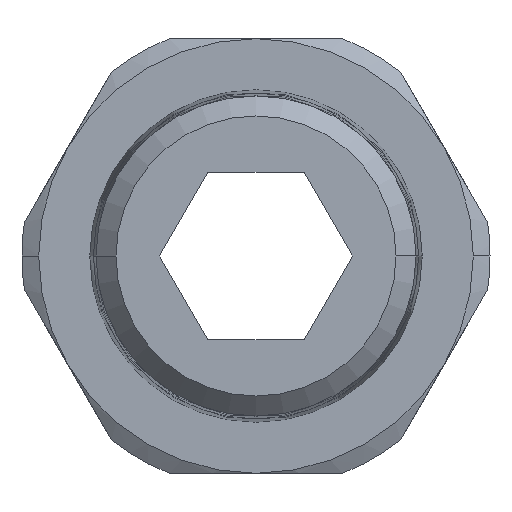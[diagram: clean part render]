
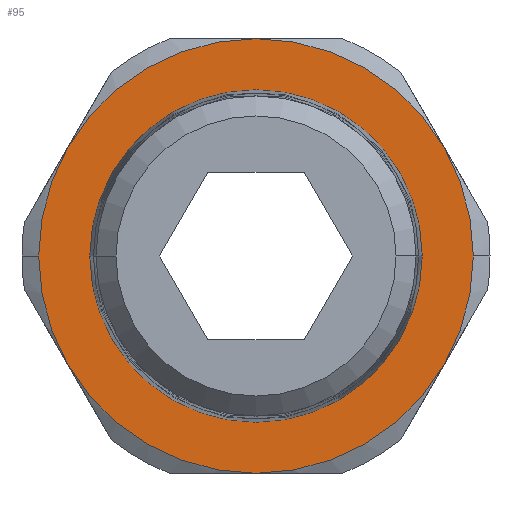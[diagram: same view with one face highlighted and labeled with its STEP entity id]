
A CAD part, front view. The second image highlights one B-rep face of the part: STEP entity #95.
In plain terms, the highlighted planar face has unit normal (0, -1, 0).
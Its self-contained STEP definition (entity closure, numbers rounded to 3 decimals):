
#95=ADVANCED_FACE('',(#229,#230),#231,.F.);
#229=FACE_OUTER_BOUND('',#397,.T.);
#230=FACE_BOUND('',#398,.T.);
#231=PLANE('',#399);
#397=EDGE_LOOP('',(#830,#831,#832,#833,#834,#835,#836,#837));
#398=EDGE_LOOP('',(#838,#839));
#399=AXIS2_PLACEMENT_3D('',#840,#841,#842);
#830=ORIENTED_EDGE('',*,*,#1117,.F.);
#831=ORIENTED_EDGE('',*,*,#1221,.F.);
#832=ORIENTED_EDGE('',*,*,#1222,.F.);
#833=ORIENTED_EDGE('',*,*,#1113,.F.);
#834=ORIENTED_EDGE('',*,*,#1223,.F.);
#835=ORIENTED_EDGE('',*,*,#1224,.F.);
#836=ORIENTED_EDGE('',*,*,#1225,.F.);
#837=ORIENTED_EDGE('',*,*,#1226,.F.);
#838=ORIENTED_EDGE('',*,*,#1088,.T.);
#839=ORIENTED_EDGE('',*,*,#1227,.T.);
#840=CARTESIAN_POINT('',(0.,0.0,0.));
#841=DIRECTION('',(0.0,1.0,0.0));
#842=DIRECTION('',(0.0,0.0,1.0));
#1088=EDGE_CURVE('',#1277,#1281,#1283,.T.);
#1113=EDGE_CURVE('',#1327,#1329,#1330,.T.);
#1117=EDGE_CURVE('',#1334,#1332,#1336,.T.);
#1221=EDGE_CURVE('',#1505,#1334,#1506,.T.);
#1222=EDGE_CURVE('',#1329,#1505,#1507,.T.);
#1223=EDGE_CURVE('',#1508,#1327,#1509,.T.);
#1224=EDGE_CURVE('',#1510,#1508,#1511,.T.);
#1225=EDGE_CURVE('',#1512,#1510,#1513,.T.);
#1226=EDGE_CURVE('',#1332,#1512,#1514,.T.);
#1227=EDGE_CURVE('',#1281,#1277,#1515,.T.);
#1277=VERTEX_POINT('',#1587);
#1281=VERTEX_POINT('',#1592);
#1283=CIRCLE('',#1595,4.973);
#1327=VERTEX_POINT('',#1667);
#1329=VERTEX_POINT('',#1670);
#1330=CIRCLE('',#1671,6.5);
#1332=VERTEX_POINT('',#1684);
#1334=VERTEX_POINT('',#1687);
#1336=CIRCLE('',#1700,6.5);
#1505=VERTEX_POINT('',#1927);
#1506=CIRCLE('',#1928,6.5);
#1507=CIRCLE('',#1929,6.5);
#1508=VERTEX_POINT('',#1930);
#1509=CIRCLE('',#1931,6.5);
#1510=VERTEX_POINT('',#1932);
#1511=CIRCLE('',#1933,6.5);
#1512=VERTEX_POINT('',#1934);
#1513=CIRCLE('',#1935,6.5);
#1514=CIRCLE('',#1936,6.5);
#1515=CIRCLE('',#1937,4.973);
#1587=CARTESIAN_POINT('',(4.973,0.,0.0));
#1592=CARTESIAN_POINT('',(-4.973,0.,0.));
#1595=AXIS2_PLACEMENT_3D('',#2223,#2224,#2225);
#1667=CARTESIAN_POINT('',(6.5,0.0,0.));
#1670=CARTESIAN_POINT('',(5.629,0.,-3.25));
#1671=AXIS2_PLACEMENT_3D('',#2270,#2271,#2272);
#1684=CARTESIAN_POINT('',(-6.5,0.0,0.));
#1687=CARTESIAN_POINT('',(-5.629,0.0,-3.25));
#1700=AXIS2_PLACEMENT_3D('',#2274,#2275,#2276);
#1927=CARTESIAN_POINT('',(0.0,0.0,-6.5));
#1928=AXIS2_PLACEMENT_3D('',#2470,#2471,#2472);
#1929=AXIS2_PLACEMENT_3D('',#2473,#2474,#2475);
#1930=CARTESIAN_POINT('',(5.629,0.0,3.25));
#1931=AXIS2_PLACEMENT_3D('',#2476,#2477,#2478);
#1932=CARTESIAN_POINT('',(0.,0.0,6.5));
#1933=AXIS2_PLACEMENT_3D('',#2479,#2480,#2481);
#1934=CARTESIAN_POINT('',(-5.629,0.,3.25));
#1935=AXIS2_PLACEMENT_3D('',#2482,#2483,#2484);
#1936=AXIS2_PLACEMENT_3D('',#2485,#2486,#2487);
#1937=AXIS2_PLACEMENT_3D('',#2488,#2489,#2490);
#2223=CARTESIAN_POINT('',(0.0,0.,0.0));
#2224=DIRECTION('',(-0.0,1.0,0.0));
#2225=DIRECTION('',(1.0,0.0,0.0));
#2270=CARTESIAN_POINT('',(0.0,0.0,0.0));
#2271=DIRECTION('',(-0.0,1.0,0.0));
#2272=DIRECTION('',(1.0,0.0,0.0));
#2274=CARTESIAN_POINT('',(0.0,0.0,0.0));
#2275=DIRECTION('',(-0.0,1.0,0.0));
#2276=DIRECTION('',(1.0,0.0,0.0));
#2470=CARTESIAN_POINT('',(0.0,0.0,0.0));
#2471=DIRECTION('',(-0.0,1.0,0.0));
#2472=DIRECTION('',(1.0,0.0,0.0));
#2473=CARTESIAN_POINT('',(0.0,0.0,0.0));
#2474=DIRECTION('',(-0.0,1.0,0.0));
#2475=DIRECTION('',(1.0,0.0,0.0));
#2476=CARTESIAN_POINT('',(0.0,0.0,0.0));
#2477=DIRECTION('',(-0.0,1.0,0.0));
#2478=DIRECTION('',(1.0,0.0,0.0));
#2479=CARTESIAN_POINT('',(0.0,0.0,0.0));
#2480=DIRECTION('',(-0.0,1.0,0.0));
#2481=DIRECTION('',(1.0,0.0,0.0));
#2482=CARTESIAN_POINT('',(0.0,0.0,0.0));
#2483=DIRECTION('',(-0.0,1.0,0.0));
#2484=DIRECTION('',(1.0,0.0,0.0));
#2485=CARTESIAN_POINT('',(0.0,0.0,0.0));
#2486=DIRECTION('',(-0.0,1.0,0.0));
#2487=DIRECTION('',(1.0,0.0,0.0));
#2488=CARTESIAN_POINT('',(0.0,0.,0.0));
#2489=DIRECTION('',(-0.0,1.0,0.0));
#2490=DIRECTION('',(1.0,0.0,0.0));
